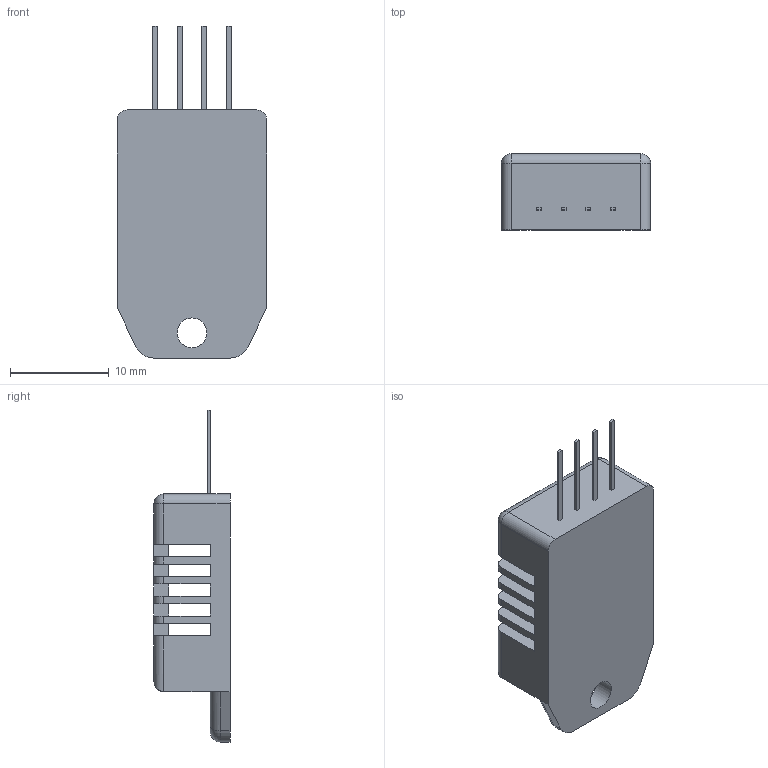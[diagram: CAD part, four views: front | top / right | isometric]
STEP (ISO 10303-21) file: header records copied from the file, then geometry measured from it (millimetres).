
FILE_DESCRIPTION(/* description */ ('STEP AP242','CAx-IF Rec.Pracs.---Representation and Presentation of Product Manufacturing Information (PMI)---4.0---2014-10-13','CAx-IF Rec.Pracs.---3D Tessellated Geometry---0.4---2014-09-14','2;1'),/* implementation_level */ '2;1');
FILE_NAME(/* name */ '67fc97bce6bb1d7f31d31ae8',/* time_stamp */ '2025-04-14T05:06:05Z',/* author */ (''),/* organization */ (''),/* preprocessor_version */ 'ST-DEVELOPER v20',/* originating_system */ 'ONSHAPE BY PTC INC, 1.196',/* authorisation */ ' ');
FILE_SCHEMA (('AP242_MANAGED_MODEL_BASED_3D_ENGINEERING_MIM_LF { 1 0 10303 442 1 1 4 }'));
Length unit declared in the file: metre
Products named in the file (5): Part 4; Part 5; Part 1; Part 2; Part 3
Bounding box: 15.1 x 7.7 x 33.6 mm (x, y, z)
Volume: 1219.9 mm3; surface area: 2150.2 mm2
Topology: 5 solids, 5 shells, 181 faces, 573 edges, 376 vertices
Faces by surface type: plane 152, cylinder 25, torus 2, sphere 2
Full cylindrical faces by diameter (mm): 3 x1
Entity records: 6453 total; most frequent: ORIENTED_EDGE 1140, CARTESIAN_POINT 1132, DIRECTION 992, EDGE_CURVE 570, LINE 520, VECTOR 520, VERTEX_POINT 376, AXIS2_PLACEMENT_3D 236
